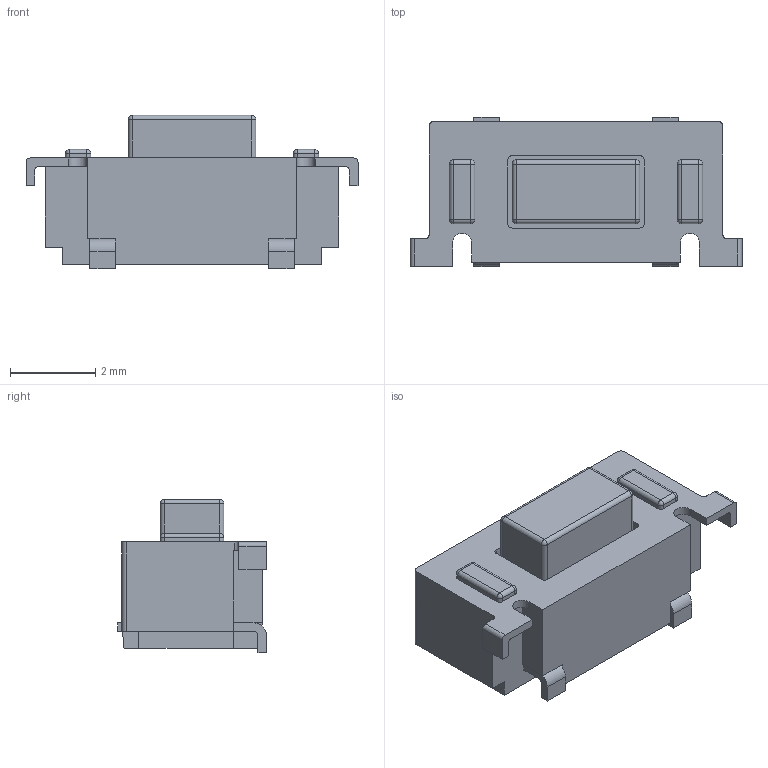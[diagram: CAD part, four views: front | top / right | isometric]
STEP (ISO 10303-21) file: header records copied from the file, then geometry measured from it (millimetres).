
FILE_DESCRIPTION(('FreeCAD Model'),'2;1');
FILE_NAME('SW_SPST_EVQPE1.step','2017-01-17T18:13:46',( 'Author'),(''),'Open CASCADE STEP processor 6.8','FreeCAD','Unknown' );
FILE_SCHEMA(('AUTOMOTIVE_DESIGN_CC2 { 1 2 10303 214 -1 1 5 4 }'));
Length unit declared in the file: millimetre
Products named in the file (2): ASSEMBLY; SW_SPST_EVQPE1
Assembly tree (1 placements, depth 2):
  ASSEMBLY
    SW_SPST_EVQPE1
Bounding box: 7.8 x 3.5 x 3.6 mm (x, y, z)
Volume: 57.1 mm3; surface area: 113.8 mm2
Topology: 1 solids, 1 shells, 135 faces, 353 edges, 212 vertices
Faces by surface type: plane 81, cylinder 42, sphere 12
Entity records: 14009 total; most frequent: CARTESIAN_POINT 6496, DIRECTION 1145, LINE 683, VECTOR 683, ORIENTED_EDGE 682, PCURVE 682, DEFINITIONAL_REPRESENTATION 682, EDGE_CURVE 341
